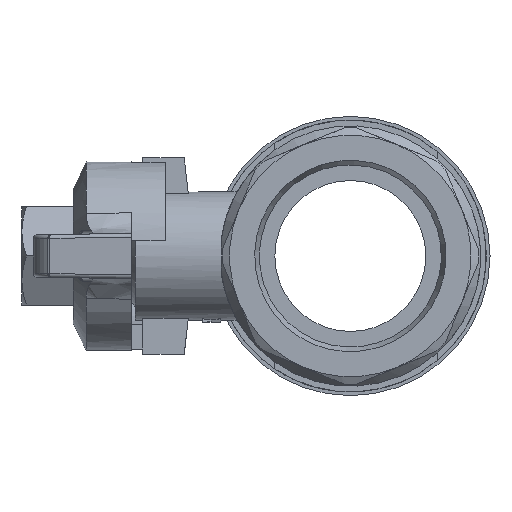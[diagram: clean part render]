
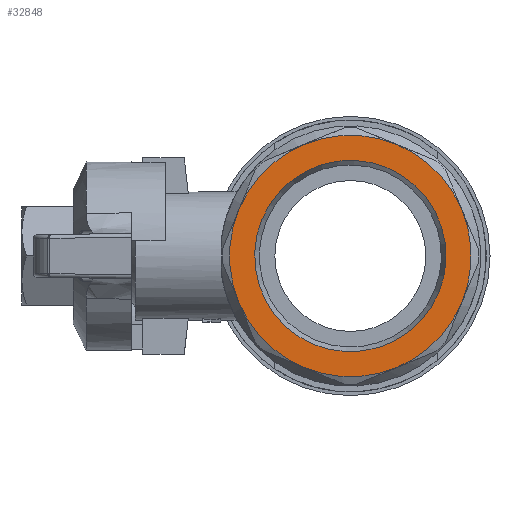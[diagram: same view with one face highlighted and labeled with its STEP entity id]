
A CAD part, left-side view. The second image highlights one B-rep face of the part: STEP entity #32848.
In plain terms, the highlighted planar face has unit normal (-1, 0, 0).
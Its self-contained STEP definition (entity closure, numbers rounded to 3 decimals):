
#9234=ORIENTED_EDGE('',*,*,#18820,.F.);
#9235=ORIENTED_EDGE('',*,*,#18821,.F.);
#9236=ORIENTED_EDGE('',*,*,#18808,.F.);
#9237=ORIENTED_EDGE('',*,*,#18758,.F.);
#9238=ORIENTED_EDGE('',*,*,#18822,.F.);
#9239=ORIENTED_EDGE('',*,*,#18823,.F.);
#9240=ORIENTED_EDGE('',*,*,#18824,.F.);
#9241=ORIENTED_EDGE('',*,*,#18825,.F.);
#9242=ORIENTED_EDGE('',*,*,#18819,.F.);
#18758=EDGE_CURVE('',#23625,#23627,#26840,.T.);
#18808=EDGE_CURVE('',#23627,#23656,#26860,.T.);
#18819=EDGE_CURVE('',#23666,#23666,#26868,.T.);
#18820=EDGE_CURVE('',#23667,#23668,#26869,.T.);
#18821=EDGE_CURVE('',#23656,#23667,#26870,.T.);
#18822=EDGE_CURVE('',#23669,#23625,#26871,.T.);
#18823=EDGE_CURVE('',#23670,#23669,#26872,.T.);
#18824=EDGE_CURVE('',#23671,#23670,#26873,.T.);
#18825=EDGE_CURVE('',#23668,#23671,#26874,.T.);
#23625=VERTEX_POINT('',#62424);
#23627=VERTEX_POINT('',#62427);
#23656=VERTEX_POINT('',#62669);
#23666=VERTEX_POINT('',#62720);
#23667=VERTEX_POINT('',#62723);
#23668=VERTEX_POINT('',#62724);
#23669=VERTEX_POINT('',#62727);
#23670=VERTEX_POINT('',#62729);
#23671=VERTEX_POINT('',#62731);
#26840=CIRCLE('',#46536,16.);
#26860=CIRCLE('',#46575,16.);
#26868=CIRCLE('',#46589,12.68);
#26869=CIRCLE('',#46591,16.);
#26870=CIRCLE('',#46592,16.);
#26871=CIRCLE('',#46593,16.);
#26872=CIRCLE('',#46594,16.);
#26873=CIRCLE('',#46595,16.);
#26874=CIRCLE('',#46596,16.);
#27291=EDGE_LOOP('',(#9234,#9235,#9236,#9237,#9238,#9239,#9240,#9241));
#27292=EDGE_LOOP('',(#9242));
#29289=FACE_BOUND('',#27291,.T.);
#29290=FACE_BOUND('',#27292,.T.);
#31117=PLANE('',#46590);
#32848=ADVANCED_FACE('',(#29289,#29290),#31117,.F.);
#46536=AXIS2_PLACEMENT_3D('',#62426,#50087,#50088);
#46575=AXIS2_PLACEMENT_3D('',#62668,#50189,#50190);
#46589=AXIS2_PLACEMENT_3D('',#62719,#50219,#50220);
#46590=AXIS2_PLACEMENT_3D('',#62721,#50221,#50222);
#46591=AXIS2_PLACEMENT_3D('',#62722,#50223,#50224);
#46592=AXIS2_PLACEMENT_3D('',#62725,#50225,#50226);
#46593=AXIS2_PLACEMENT_3D('',#62726,#50227,#50228);
#46594=AXIS2_PLACEMENT_3D('',#62728,#50229,#50230);
#46595=AXIS2_PLACEMENT_3D('',#62730,#50231,#50232);
#46596=AXIS2_PLACEMENT_3D('',#62732,#50233,#50234);
#50087=DIRECTION('',(1.,0.,0.));
#50088=DIRECTION('',(0.,-0.924,-0.383));
#50189=DIRECTION('',(1.,0.,0.));
#50190=DIRECTION('',(0.,-0.924,-0.383));
#50219=DIRECTION('',(-1.,0.,0.));
#50220=DIRECTION('',(0.,0.924,0.383));
#50221=DIRECTION('',(1.,0.,0.));
#50222=DIRECTION('',(0.,1.,0.));
#50223=DIRECTION('',(1.,0.,0.));
#50224=DIRECTION('',(0.,-0.924,-0.383));
#50225=DIRECTION('',(1.,0.,0.));
#50226=DIRECTION('',(0.,-0.924,-0.383));
#50227=DIRECTION('',(1.,0.,0.));
#50228=DIRECTION('',(0.,-0.924,-0.383));
#50229=DIRECTION('',(1.,0.,0.));
#50230=DIRECTION('',(0.,-0.924,-0.383));
#50231=DIRECTION('',(1.,0.,0.));
#50232=DIRECTION('',(0.,-0.924,-0.383));
#50233=DIRECTION('',(1.,0.,0.));
#50234=DIRECTION('',(0.,-0.924,-0.383));
#62424=CARTESIAN_POINT('',(-34.75,14.782,6.123));
#62426=CARTESIAN_POINT('',(-34.75,0.,0.));
#62427=CARTESIAN_POINT('',(-34.75,6.123,14.782));
#62668=CARTESIAN_POINT('',(-34.75,0.,0.));
#62669=CARTESIAN_POINT('',(-34.75,-6.123,14.782));
#62719=CARTESIAN_POINT('',(-34.75,0.,0.));
#62720=CARTESIAN_POINT('',(-34.75,11.715,4.852));
#62721=CARTESIAN_POINT('',(-34.75,-7.853,-3.253));
#62722=CARTESIAN_POINT('',(-34.75,0.,0.));
#62723=CARTESIAN_POINT('',(-34.75,-14.782,6.123));
#62724=CARTESIAN_POINT('',(-34.75,-14.782,-6.123));
#62725=CARTESIAN_POINT('',(-34.75,0.,0.));
#62726=CARTESIAN_POINT('',(-34.75,0.,0.));
#62727=CARTESIAN_POINT('',(-34.75,14.782,-6.123));
#62728=CARTESIAN_POINT('',(-34.75,0.,0.));
#62729=CARTESIAN_POINT('',(-34.75,6.123,-14.782));
#62730=CARTESIAN_POINT('',(-34.75,0.,0.));
#62731=CARTESIAN_POINT('',(-34.75,-6.123,-14.782));
#62732=CARTESIAN_POINT('',(-34.75,0.,0.));
